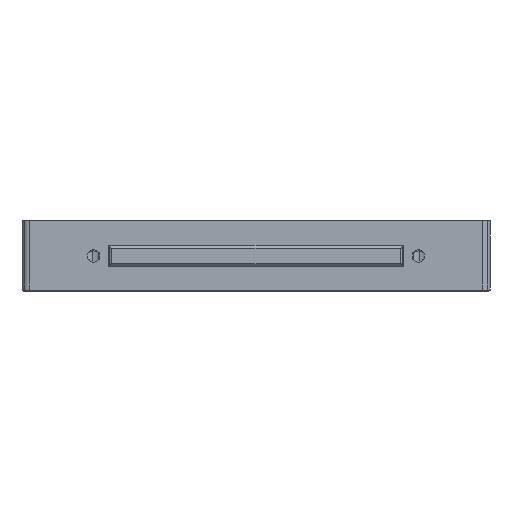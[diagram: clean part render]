
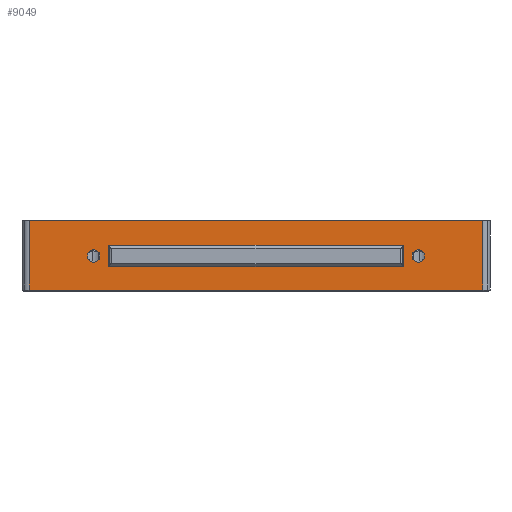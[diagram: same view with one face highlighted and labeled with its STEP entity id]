
A CAD part, front view. The second image highlights one B-rep face of the part: STEP entity #9049.
In plain terms, the highlighted planar face has unit normal (0, -1, 0).
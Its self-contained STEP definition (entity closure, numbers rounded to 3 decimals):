
#206 = LINE ( 'NONE', #9410, #6912 ) ;
#214 = CARTESIAN_POINT ( 'NONE',  ( 170.863, 393.634, 195.747 ) ) ;
#256 = DIRECTION ( 'NONE',  ( 0., 0., 1. ) ) ;
#345 = FACE_BOUND ( 'NONE', #8026, .T. ) ;
#396 = EDGE_CURVE ( 'NONE', #10389, #6078, #206, .T. ) ;
#420 = FACE_OUTER_BOUND ( 'NONE', #13610, .T. ) ;
#501 = CARTESIAN_POINT ( 'NONE',  ( 278.864, 393.634, 190.747 ) ) ;
#782 = CARTESIAN_POINT ( 'NONE',  ( 282.364, 393.634, 190.747 ) ) ;
#1072 = CARTESIAN_POINT ( 'NONE',  ( 222.463, 393.634, 181.147 ) ) ;
#1228 = DIRECTION ( 'NONE',  ( -1., 0., 0. ) ) ;
#1448 = EDGE_CURVE ( 'NONE', #8643, #13781, #12673, .T. ) ;
#1550 = EDGE_CURVE ( 'NONE', #4123, #6977, #9585, .T. ) ;
#1901 = VERTEX_POINT ( 'NONE', #12238 ) ;
#1976 = DIRECTION ( 'NONE',  ( 1., 0., 0. ) ) ;
#2446 = LINE ( 'NONE', #214, #10446 ) ;
#2744 = ORIENTED_EDGE ( 'NONE', *, *, #9396, .T. ) ;
#2882 = VECTOR ( 'NONE', #1228, 1000. ) ;
#3014 = CIRCLE ( 'NONE', #6218, 1.75 ) ;
#3037 = AXIS2_PLACEMENT_3D ( 'NONE', #3415, #11212, #13595 ) ;
#3337 = ORIENTED_EDGE ( 'NONE', *, *, #396, .F. ) ;
#3415 = CARTESIAN_POINT ( 'NONE',  ( 189.113, 393.634, 190.747 ) ) ;
#3693 = EDGE_LOOP ( 'NONE', ( #7656, #13658 ) ) ;
#3775 = EDGE_LOOP ( 'NONE', ( #4986, #15046 ) ) ;
#4123 = VERTEX_POINT ( 'NONE', #9186 ) ;
#4141 = DIRECTION ( 'NONE',  ( 0., -1., 0. ) ) ;
#4399 = CARTESIAN_POINT ( 'NONE',  ( 276.364, 393.634, 187.747 ) ) ;
#4468 = ORIENTED_EDGE ( 'NONE', *, *, #1550, .T. ) ;
#4493 = VERTEX_POINT ( 'NONE', #11434 ) ;
#4536 = AXIS2_PLACEMENT_3D ( 'NONE', #9100, #8955, #10243 ) ;
#4626 = DIRECTION ( 'NONE',  ( 0., 1., 0. ) ) ;
#4860 = DIRECTION ( 'NONE',  ( 1., 0., 0. ) ) ;
#4986 = ORIENTED_EDGE ( 'NONE', *, *, #11315, .T. ) ;
#5015 = EDGE_CURVE ( 'NONE', #12001, #13502, #3014, .T. ) ;
#5188 = DIRECTION ( 'NONE',  ( 0., 0., -1. ) ) ;
#5282 = PLANE ( 'NONE',  #12628 ) ;
#5504 = EDGE_CURVE ( 'NONE', #4493, #1901, #11097, .T. ) ;
#5671 = CARTESIAN_POINT ( 'NONE',  ( 189.113, 393.634, 190.747 ) ) ;
#5708 = LINE ( 'NONE', #6032, #2882 ) ;
#5736 = CARTESIAN_POINT ( 'NONE',  ( 298.863, 393.634, 200.747 ) ) ;
#5789 = LINE ( 'NONE', #13725, #11876 ) ;
#6032 = CARTESIAN_POINT ( 'NONE',  ( 228.588, 393.634, 187.747 ) ) ;
#6078 = VERTEX_POINT ( 'NONE', #5736 ) ;
#6085 = CARTESIAN_POINT ( 'NONE',  ( 280.614, 393.634, 190.747 ) ) ;
#6167 = ORIENTED_EDGE ( 'NONE', *, *, #10183, .T. ) ;
#6218 = AXIS2_PLACEMENT_3D ( 'NONE', #6085, #14084, #4860 ) ;
#6827 = VECTOR ( 'NONE', #256, 1000. ) ;
#6912 = VECTOR ( 'NONE', #13007, 1000. ) ;
#6977 = VERTEX_POINT ( 'NONE', #8124 ) ;
#7358 = FACE_BOUND ( 'NONE', #3775, .T. ) ;
#7442 = EDGE_CURVE ( 'NONE', #6078, #8643, #5789, .T. ) ;
#7462 = AXIS2_PLACEMENT_3D ( 'NONE', #5671, #4626, #1976 ) ;
#7656 = ORIENTED_EDGE ( 'NONE', *, *, #11349, .T. ) ;
#7701 = VERTEX_POINT ( 'NONE', #7774 ) ;
#7774 = CARTESIAN_POINT ( 'NONE',  ( 193.363, 393.634, 187.747 ) ) ;
#8026 = EDGE_LOOP ( 'NONE', ( #13766, #6167, #4468, #2744 ) ) ;
#8124 = CARTESIAN_POINT ( 'NONE',  ( 276.364, 393.634, 193.747 ) ) ;
#8306 = CARTESIAN_POINT ( 'NONE',  ( 170.863, 393.634, 181.147 ) ) ;
#8643 = VERTEX_POINT ( 'NONE', #13715 ) ;
#8660 = CIRCLE ( 'NONE', #4536, 1.75 ) ;
#8783 = DIRECTION ( 'NONE',  ( 0., 0., -1. ) ) ;
#8955 = DIRECTION ( 'NONE',  ( 0., 1., 0. ) ) ;
#9049 = ADVANCED_FACE ( 'NONE', ( #345, #13165, #7358, #420 ), #5282, .T. ) ;
#9100 = CARTESIAN_POINT ( 'NONE',  ( 280.614, 393.634, 190.747 ) ) ;
#9186 = CARTESIAN_POINT ( 'NONE',  ( 193.363, 393.634, 193.747 ) ) ;
#9396 = EDGE_CURVE ( 'NONE', #6977, #11304, #12201, .T. ) ;
#9410 = CARTESIAN_POINT ( 'NONE',  ( 257.363, 393.634, 200.747 ) ) ;
#9560 = DIRECTION ( 'NONE',  ( 0., 0., 1. ) ) ;
#9585 = LINE ( 'NONE', #14265, #13687 ) ;
#9770 = VECTOR ( 'NONE', #10436, 1000. ) ;
#9924 = CARTESIAN_POINT ( 'NONE',  ( 228.063, 393.634, 200.747 ) ) ;
#10054 = ORIENTED_EDGE ( 'NONE', *, *, #1448, .F. ) ;
#10183 = EDGE_CURVE ( 'NONE', #7701, #4123, #12134, .T. ) ;
#10243 = DIRECTION ( 'NONE',  ( 1., 0., 0. ) ) ;
#10362 = EDGE_CURVE ( 'NONE', #11304, #7701, #5708, .T. ) ;
#10389 = VERTEX_POINT ( 'NONE', #12823 ) ;
#10436 = DIRECTION ( 'NONE',  ( -1., 0., 0. ) ) ;
#10446 = VECTOR ( 'NONE', #9560, 1000. ) ;
#11097 = CIRCLE ( 'NONE', #3037, 1.75 ) ;
#11162 = ORIENTED_EDGE ( 'NONE', *, *, #13046, .F. ) ;
#11212 = DIRECTION ( 'NONE',  ( 0., 1., 0. ) ) ;
#11304 = VERTEX_POINT ( 'NONE', #4399 ) ;
#11315 = EDGE_CURVE ( 'NONE', #13502, #12001, #8660, .T. ) ;
#11349 = EDGE_CURVE ( 'NONE', #1901, #4493, #14040, .T. ) ;
#11434 = CARTESIAN_POINT ( 'NONE',  ( 187.363, 393.634, 190.747 ) ) ;
#11669 = DIRECTION ( 'NONE',  ( 0., 0., -1. ) ) ;
#11876 = VECTOR ( 'NONE', #11669, 1000. ) ;
#12001 = VERTEX_POINT ( 'NONE', #501 ) ;
#12134 = LINE ( 'NONE', #14373, #6827 ) ;
#12201 = LINE ( 'NONE', #13213, #13124 ) ;
#12238 = CARTESIAN_POINT ( 'NONE',  ( 190.863, 393.634, 190.747 ) ) ;
#12628 = AXIS2_PLACEMENT_3D ( 'NONE', #9924, #4141, #8783 ) ;
#12673 = LINE ( 'NONE', #1072, #9770 ) ;
#12823 = CARTESIAN_POINT ( 'NONE',  ( 170.863, 393.634, 200.747 ) ) ;
#13007 = DIRECTION ( 'NONE',  ( 1., 0., 0. ) ) ;
#13046 = EDGE_CURVE ( 'NONE', #13781, #10389, #2446, .T. ) ;
#13069 = ORIENTED_EDGE ( 'NONE', *, *, #7442, .F. ) ;
#13124 = VECTOR ( 'NONE', #5188, 1000. ) ;
#13165 = FACE_BOUND ( 'NONE', #3693, .T. ) ;
#13213 = CARTESIAN_POINT ( 'NONE',  ( 276.364, 393.634, 192.247 ) ) ;
#13502 = VERTEX_POINT ( 'NONE', #782 ) ;
#13595 = DIRECTION ( 'NONE',  ( 1., 0., 0. ) ) ;
#13610 = EDGE_LOOP ( 'NONE', ( #10054, #13069, #3337, #11162 ) ) ;
#13658 = ORIENTED_EDGE ( 'NONE', *, *, #5504, .T. ) ;
#13687 = VECTOR ( 'NONE', #14415, 1000. ) ;
#13715 = CARTESIAN_POINT ( 'NONE',  ( 298.863, 393.634, 181.147 ) ) ;
#13725 = CARTESIAN_POINT ( 'NONE',  ( 298.863, 393.634, 190.747 ) ) ;
#13766 = ORIENTED_EDGE ( 'NONE', *, *, #10362, .T. ) ;
#13781 = VERTEX_POINT ( 'NONE', #8306 ) ;
#14040 = CIRCLE ( 'NONE', #7462, 1.75 ) ;
#14084 = DIRECTION ( 'NONE',  ( 0., 1., 0. ) ) ;
#14265 = CARTESIAN_POINT ( 'NONE',  ( 245.838, 393.634, 193.747 ) ) ;
#14373 = CARTESIAN_POINT ( 'NONE',  ( 193.363, 393.634, 189.247 ) ) ;
#14415 = DIRECTION ( 'NONE',  ( 1., 0., 0. ) ) ;
#15046 = ORIENTED_EDGE ( 'NONE', *, *, #5015, .T. ) ;
